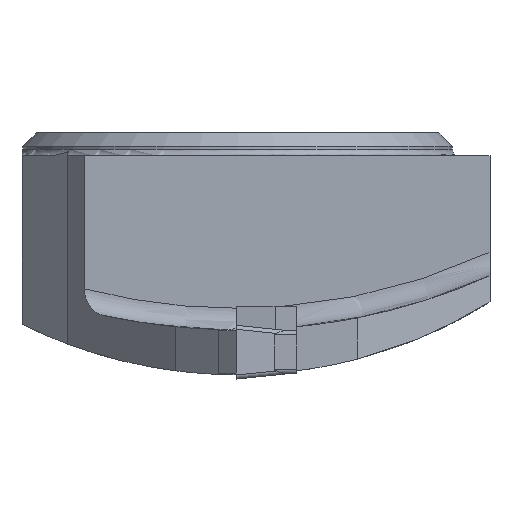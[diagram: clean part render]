
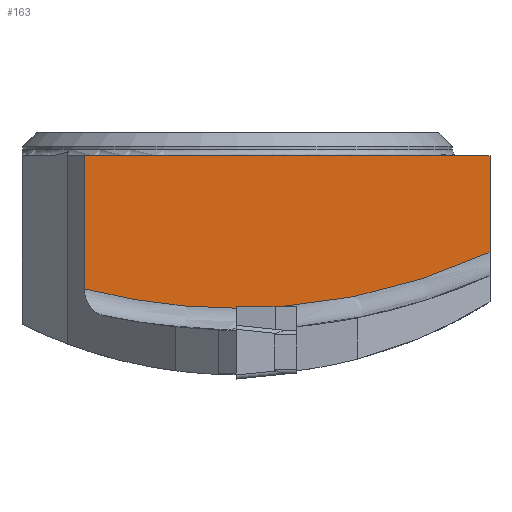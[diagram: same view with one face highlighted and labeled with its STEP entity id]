
A CAD part, left-side view. The second image highlights one B-rep face of the part: STEP entity #163.
In plain terms, the highlighted planar face has unit normal (-1, 0, 0).
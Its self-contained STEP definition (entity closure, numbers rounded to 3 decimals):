
#113=PLANE('',#1365);
#163=ADVANCED_FACE('CL_R_SU3',(#236),#113,.F.);
#236=FACE_OUTER_BOUND('',#298,.T.);
#298=EDGE_LOOP('',(#687,#688,#689,#690,#691,#692,#693));
#413=LINE('',#1937,#520);
#418=LINE('',#1948,#525);
#419=LINE('',#1952,#526);
#420=LINE('',#1954,#527);
#421=LINE('',#1958,#528);
#520=VECTOR('',#1525,1.);
#525=VECTOR('',#1536,1.);
#526=VECTOR('',#1539,1.);
#527=VECTOR('',#1540,1.);
#528=VECTOR('',#1543,1.);
#687=ORIENTED_EDGE('',*,*,#1129,.F.);
#688=ORIENTED_EDGE('',*,*,#1130,.T.);
#689=ORIENTED_EDGE('',*,*,#1131,.F.);
#690=ORIENTED_EDGE('',*,*,#1132,.T.);
#691=ORIENTED_EDGE('',*,*,#1133,.T.);
#692=ORIENTED_EDGE('',*,*,#1134,.T.);
#693=ORIENTED_EDGE('',*,*,#1123,.F.);
#998=VERTEX_POINT('',#1936);
#999=VERTEX_POINT('',#1938);
#1002=VERTEX_POINT('',#1949);
#1003=VERTEX_POINT('',#1951);
#1004=VERTEX_POINT('',#1953);
#1005=VERTEX_POINT('',#1955);
#1006=VERTEX_POINT('',#1957);
#1123=EDGE_CURVE('',#998,#999,#413,.T.);
#1129=EDGE_CURVE('',#1002,#998,#418,.T.);
#1130=EDGE_CURVE('',#1002,#1003,#1253,.T.);
#1131=EDGE_CURVE('',#1004,#1003,#419,.T.);
#1132=EDGE_CURVE('',#1004,#1005,#420,.T.);
#1133=EDGE_CURVE('',#1005,#1006,#1254,.T.);
#1134=EDGE_CURVE('',#1006,#999,#421,.T.);
#1253=CIRCLE('',#1363,44.925);
#1254=CIRCLE('',#1364,44.925);
#1363=AXIS2_PLACEMENT_3D('',#1950,#1537,#1538);
#1364=AXIS2_PLACEMENT_3D('',#1956,#1541,#1542);
#1365=AXIS2_PLACEMENT_3D('',#1959,#1544,#1545);
#1525=DIRECTION('',(0.,-1.,0.));
#1536=DIRECTION('',(0.,0.,1.));
#1537=DIRECTION('',(-1.,0.,0.));
#1538=DIRECTION('',(0.,-1.,0.));
#1539=DIRECTION('',(0.,0.,-1.));
#1540=DIRECTION('',(0.,-1.,0.));
#1541=DIRECTION('',(-1.,0.,0.));
#1542=DIRECTION('',(0.,-1.,0.));
#1543=DIRECTION('',(0.,0.,1.));
#1544=DIRECTION('',(1.,0.,0.));
#1545=DIRECTION('',(0.,-1.,0.));
#1936=CARTESIAN_POINT('',(-21.5,11.397,-1.375));
#1937=CARTESIAN_POINT('',(-21.5,0.,-1.375));
#1938=CARTESIAN_POINT('',(-21.5,-18.8,-1.375));
#1948=CARTESIAN_POINT('',(-21.5,11.397,-110.924));
#1949=CARTESIAN_POINT('',(-21.5,11.397,-11.281));
#1950=CARTESIAN_POINT('',(-21.5,0.1,32.2));
#1951=CARTESIAN_POINT('',(-21.5,0.1,-12.725));
#1952=CARTESIAN_POINT('',(-21.5,0.1,-16.));
#1953=CARTESIAN_POINT('',(-21.5,0.1,-12.6));
#1954=CARTESIAN_POINT('',(-21.5,0.,-12.6));
#1955=CARTESIAN_POINT('',(-21.5,-3.249,-12.6));
#1956=CARTESIAN_POINT('',(-21.5,0.1,32.2));
#1957=CARTESIAN_POINT('',(-21.5,-18.8,-8.556));
#1958=CARTESIAN_POINT('',(-21.5,-18.8,-110.924));
#1959=CARTESIAN_POINT('',(-21.5,0.1,-110.924));
